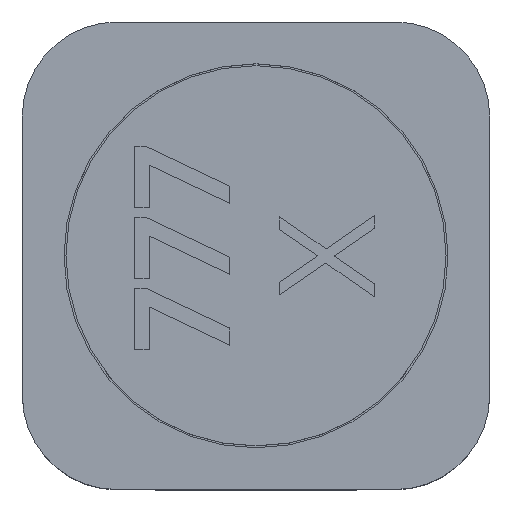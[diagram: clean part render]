
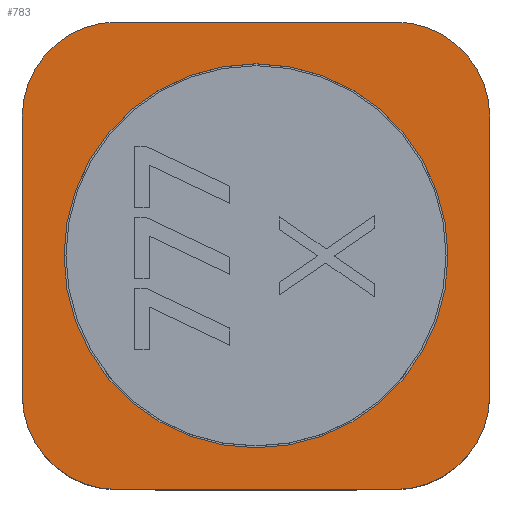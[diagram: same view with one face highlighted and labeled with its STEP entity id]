
A CAD part, top view. The second image highlights one B-rep face of the part: STEP entity #783.
In plain terms, the highlighted planar face has unit normal (0, 0, 1).
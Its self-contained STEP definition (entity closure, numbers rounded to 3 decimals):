
#24 = VERTEX_POINT('',#25);
#25 = CARTESIAN_POINT('',(5.05,0.083,6.418));
#31 = EDGE_CURVE('',#24,#32,#34,.T.);
#32 = VERTEX_POINT('',#33);
#33 = CARTESIAN_POINT('',(-5.05,0.083,6.418));
#34 = CIRCLE('',#35,5.05);
#35 = AXIS2_PLACEMENT_3D('',#36,#37,#38);
#36 = CARTESIAN_POINT('',(0.,0.083,6.418));
#37 = DIRECTION('',(0.,0.,-1.));
#38 = DIRECTION('',(1.,0.,0.));
#375 = VERTEX_POINT('',#376);
#376 = CARTESIAN_POINT('',(-3.65,-6.068,6.418));
#407 = VERTEX_POINT('',#408);
#408 = CARTESIAN_POINT('',(3.65,-6.068,6.418));
#414 = EDGE_CURVE('',#375,#407,#415,.T.);
#415 = LINE('',#416,#417);
#416 = CARTESIAN_POINT('',(-6.15,-6.068,6.418));
#417 = VECTOR('',#418,1.);
#418 = DIRECTION('',(1.,0.,0.));
#453 = VERTEX_POINT('',#454);
#454 = CARTESIAN_POINT('',(-6.15,-3.568,6.418));
#462 = EDGE_CURVE('',#463,#453,#465,.T.);
#463 = VERTEX_POINT('',#464);
#464 = CARTESIAN_POINT('',(-6.15,3.733,6.418));
#465 = LINE('',#466,#467);
#466 = CARTESIAN_POINT('',(-6.15,-6.068,6.418));
#467 = VECTOR('',#468,1.);
#468 = DIRECTION('',(0.,-1.,0.));
#533 = VERTEX_POINT('',#534);
#534 = CARTESIAN_POINT('',(-3.65,6.233,6.418));
#542 = EDGE_CURVE('',#543,#533,#545,.T.);
#543 = VERTEX_POINT('',#544);
#544 = CARTESIAN_POINT('',(3.65,6.233,6.418));
#545 = LINE('',#546,#547);
#546 = CARTESIAN_POINT('',(-6.15,6.233,6.418));
#547 = VECTOR('',#548,1.);
#548 = DIRECTION('',(-1.,0.,0.));
#613 = VERTEX_POINT('',#614);
#614 = CARTESIAN_POINT('',(6.15,3.733,6.418));
#622 = EDGE_CURVE('',#623,#613,#625,.T.);
#623 = VERTEX_POINT('',#624);
#624 = CARTESIAN_POINT('',(6.15,-3.568,6.418));
#625 = LINE('',#626,#627);
#626 = CARTESIAN_POINT('',(6.15,-6.068,6.418));
#627 = VECTOR('',#628,1.);
#628 = DIRECTION('',(0.,1.,0.));
#783 = ADVANCED_FACE('',(#784,#818),#828,.T.);
#784 = FACE_BOUND('',#785,.T.);
#785 = EDGE_LOOP('',(#786,#787,#794,#795,#802,#803,#810,#811));
#786 = ORIENTED_EDGE('',*,*,#542,.T.);
#787 = ORIENTED_EDGE('',*,*,#788,.T.);
#788 = EDGE_CURVE('',#533,#463,#789,.T.);
#789 = CIRCLE('',#790,2.5);
#790 = AXIS2_PLACEMENT_3D('',#791,#792,#793);
#791 = CARTESIAN_POINT('',(-3.65,3.733,6.418));
#792 = DIRECTION('',(0.,0.,1.));
#793 = DIRECTION('',(-1.,0.,0.));
#794 = ORIENTED_EDGE('',*,*,#462,.T.);
#795 = ORIENTED_EDGE('',*,*,#796,.T.);
#796 = EDGE_CURVE('',#453,#375,#797,.T.);
#797 = CIRCLE('',#798,2.5);
#798 = AXIS2_PLACEMENT_3D('',#799,#800,#801);
#799 = CARTESIAN_POINT('',(-3.65,-3.568,6.418));
#800 = DIRECTION('',(0.,0.,1.));
#801 = DIRECTION('',(-1.,0.,0.));
#802 = ORIENTED_EDGE('',*,*,#414,.T.);
#803 = ORIENTED_EDGE('',*,*,#804,.T.);
#804 = EDGE_CURVE('',#407,#623,#805,.T.);
#805 = CIRCLE('',#806,2.5);
#806 = AXIS2_PLACEMENT_3D('',#807,#808,#809);
#807 = CARTESIAN_POINT('',(3.65,-3.568,6.418));
#808 = DIRECTION('',(0.,0.,1.));
#809 = DIRECTION('',(-1.,0.,0.));
#810 = ORIENTED_EDGE('',*,*,#622,.T.);
#811 = ORIENTED_EDGE('',*,*,#812,.T.);
#812 = EDGE_CURVE('',#613,#543,#813,.T.);
#813 = CIRCLE('',#814,2.5);
#814 = AXIS2_PLACEMENT_3D('',#815,#816,#817);
#815 = CARTESIAN_POINT('',(3.65,3.733,6.418));
#816 = DIRECTION('',(0.,0.,1.));
#817 = DIRECTION('',(-1.,0.,0.));
#818 = FACE_BOUND('',#819,.T.);
#819 = EDGE_LOOP('',(#820,#821));
#820 = ORIENTED_EDGE('',*,*,#31,.T.);
#821 = ORIENTED_EDGE('',*,*,#822,.T.);
#822 = EDGE_CURVE('',#32,#24,#823,.T.);
#823 = CIRCLE('',#824,5.05);
#824 = AXIS2_PLACEMENT_3D('',#825,#826,#827);
#825 = CARTESIAN_POINT('',(0.,0.083,6.418));
#826 = DIRECTION('',(0.,0.,-1.));
#827 = DIRECTION('',(1.,0.,0.));
#828 = PLANE('',#829);
#829 = AXIS2_PLACEMENT_3D('',#830,#831,#832);
#830 = CARTESIAN_POINT('',(6.15,6.233,6.418));
#831 = DIRECTION('',(0.,0.,1.));
#832 = DIRECTION('',(1.,0.,0.));
